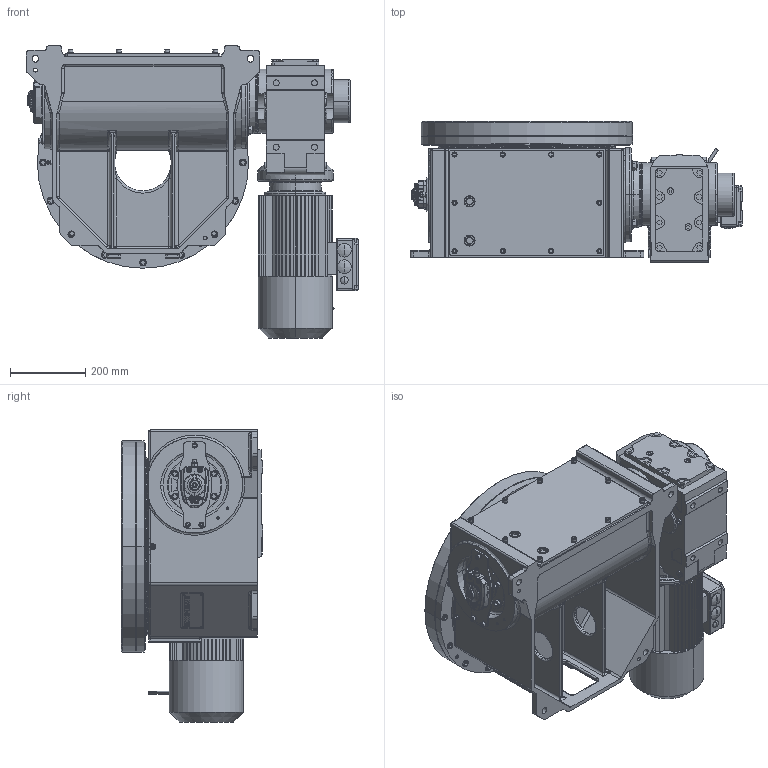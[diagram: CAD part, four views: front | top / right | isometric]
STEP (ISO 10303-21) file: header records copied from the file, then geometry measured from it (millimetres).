
FILE_DESCRIPTION((''),'2;1');
FILE_NAME('A7051','2021-11-22T',('wweis'),('EXPERT Tünkers GmbH'),'PRO/ENGINEER BY PARAMETRIC TECHNOLOGY CORPORATION, 2015280','PRO/ENGINEER BY PARAMETRIC TECHNOLOGY CORPORATION, 2015280','');
FILE_SCHEMA(('AUTOMOTIVE_DESIGN { 1 0 10303 214 1 1 1 1 }'));
Products named in the file (1): A7051
Bounding box: 880 x 374 x 774 mm (x, y, z)
Surface area: 3137014.9 mm2 (no closed solid volume)
Topology: 0 solids, 171 shells, 2510 faces, 7902 edges, 5496 vertices
Faces by surface type: plane 1179, cylinder 687, cone 266, torus 226, bspline 92, sphere 59, revolution 1
Entity records: 105123 total; most frequent: CARTESIAN_POINT 25386, DIRECTION 15253, ORIENTED_EDGE 13407, EDGE_CURVE 7824, AXIS2_PLACEMENT_3D 5583, VERTEX_POINT 5496, VECTOR 4086, LINE 4086
